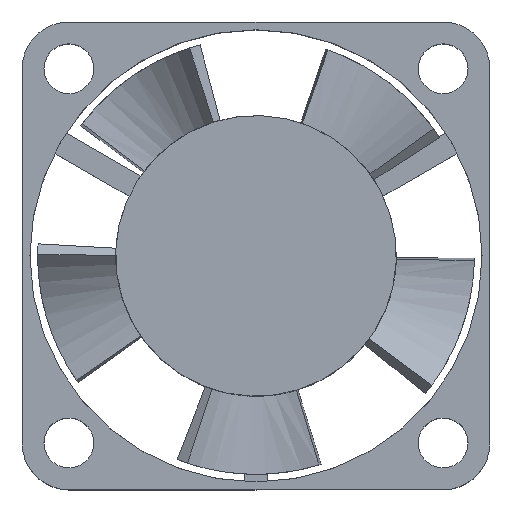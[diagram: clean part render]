
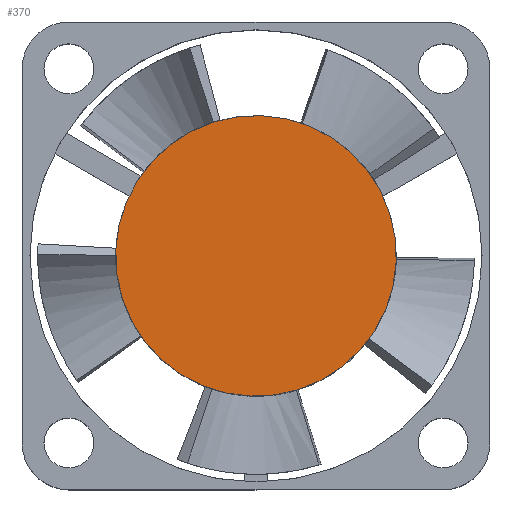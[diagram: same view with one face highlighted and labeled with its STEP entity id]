
A CAD part, top view. The second image highlights one B-rep face of the part: STEP entity #370.
In plain terms, the highlighted face is planar.
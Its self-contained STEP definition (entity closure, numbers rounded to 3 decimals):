
#77 = EDGE_CURVE ( 'NONE', #78, #128, #1250, .T. ) ;
#78 = VERTEX_POINT ( 'NONE', #1251 ) ;
#128 = VERTEX_POINT ( 'NONE', #1324 ) ;
#282 = EDGE_CURVE ( 'NONE', #128, #78, #2144, .T. ) ;
#370 = ADVANCED_FACE ( 'NONE', ( #2376 ), #2375, .F. ) ;
#371 = EDGE_LOOP ( 'NONE', ( #372, #373 ) ) ;
#372 = ORIENTED_EDGE ( 'NONE', *, *, #77, .T. ) ;
#373 = ORIENTED_EDGE ( 'NONE', *, *, #282, .T. ) ;
#1246 = DIRECTION ( 'NONE',  ( 0., -1., 0. ) ) ;
#1247 = DIRECTION ( 'NONE',  ( -1., 0., 0. ) ) ;
#1248 = CARTESIAN_POINT ( 'NONE',  ( -10., 0., 0. ) ) ;
#1249 = AXIS2_PLACEMENT_3D ( 'NONE', #1248, #1247, #1246 ) ;
#1250 = CIRCLE ( 'NONE', #1249, 9. ) ;
#1251 = CARTESIAN_POINT ( 'NONE',  ( -10., -9., 0. ) ) ;
#1324 = CARTESIAN_POINT ( 'NONE',  ( -10., 9., 0. ) ) ;
#2144 = CIRCLE ( 'NONE', #2191, 9. ) ;
#2152 = CARTESIAN_POINT ( 'NONE',  ( -10., 0., 0. ) ) ;
#2166 = DIRECTION ( 'NONE',  ( 0., -1., 0. ) ) ;
#2167 = DIRECTION ( 'NONE',  ( -1., 0., 0. ) ) ;
#2191 = AXIS2_PLACEMENT_3D ( 'NONE', #2152, #2167, #2166 ) ;
#2375 = PLANE ( 'NONE',  #2381 ) ;
#2376 = FACE_OUTER_BOUND ( 'NONE', #371, .T. ) ;
#2379 = DIRECTION ( 'NONE',  ( 1., 0., 0. ) ) ;
#2380 = CARTESIAN_POINT ( 'NONE',  ( -10., 0., 0. ) ) ;
#2381 = AXIS2_PLACEMENT_3D ( 'NONE', #2380, #2379, #2426 ) ;
#2426 = DIRECTION ( 'NONE',  ( 0., 1., 0. ) ) ;
